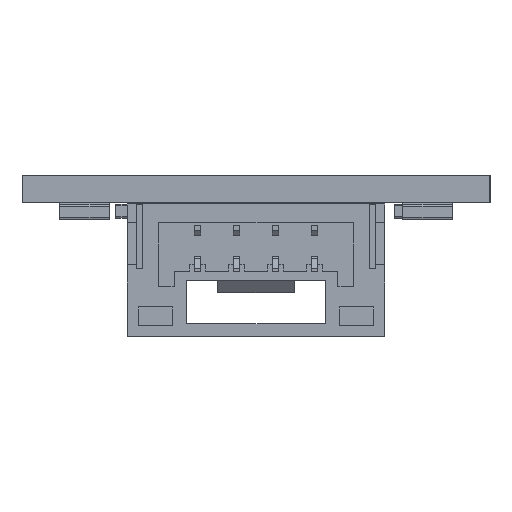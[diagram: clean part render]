
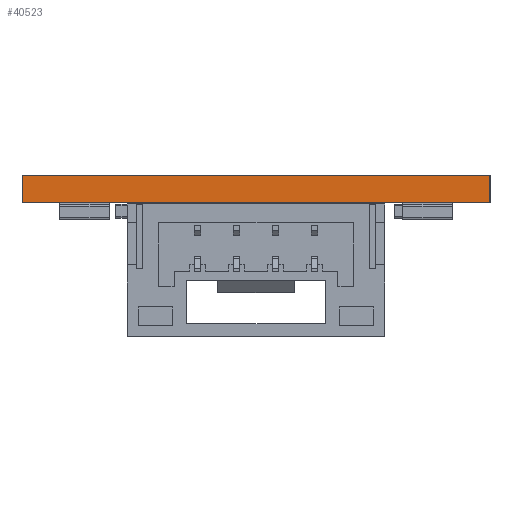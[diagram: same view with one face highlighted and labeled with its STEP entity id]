
A CAD part, left-side view. The second image highlights one B-rep face of the part: STEP entity #40523.
In plain terms, the highlighted planar face has unit normal (-1, 0, 0).
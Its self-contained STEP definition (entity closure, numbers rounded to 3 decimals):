
#36548 = PLANE('',#36549);
#36549 = AXIS2_PLACEMENT_3D('',#36550,#36551,#36552);
#36550 = CARTESIAN_POINT('',(15.,7.5,0.));
#36551 = DIRECTION('',(-0.,-0.,-1.));
#36552 = DIRECTION('',(-1.,0.,0.));
#36604 = PLANE('',#36605);
#36605 = AXIS2_PLACEMENT_3D('',#36606,#36607,#36608);
#36606 = CARTESIAN_POINT('',(15.,7.5,0.87));
#36607 = DIRECTION('',(-0.,-0.,-1.));
#36608 = DIRECTION('',(-1.,0.,0.));
#36820 = VERTEX_POINT('',#36821);
#36821 = CARTESIAN_POINT('',(0.,-0.,0.));
#36835 = PLANE('',#36836);
#36836 = AXIS2_PLACEMENT_3D('',#36837,#36838,#36839);
#36837 = CARTESIAN_POINT('',(30.,0.,0.));
#36838 = DIRECTION('',(0.,-1.,0.));
#36839 = DIRECTION('',(-1.,0.,0.));
#36847 = EDGE_CURVE('',#36820,#36848,#36850,.T.);
#36848 = VERTEX_POINT('',#36849);
#36849 = CARTESIAN_POINT('',(0.,15.,0.));
#36850 = SURFACE_CURVE('',#36851,(#36855,#36862),.PCURVE_S1.);
#36851 = LINE('',#36852,#36853);
#36852 = CARTESIAN_POINT('',(0.,-0.,0.));
#36853 = VECTOR('',#36854,1.);
#36854 = DIRECTION('',(0.,1.,0.));
#36855 = PCURVE('',#36548,#36856);
#36856 = DEFINITIONAL_REPRESENTATION('',(#36857),#36861);
#36857 = LINE('',#36858,#36859);
#36858 = CARTESIAN_POINT('',(15.,-7.5));
#36859 = VECTOR('',#36860,1.);
#36860 = DIRECTION('',(0.,1.));
#36861 = ( GEOMETRIC_REPRESENTATION_CONTEXT(2) 
PARAMETRIC_REPRESENTATION_CONTEXT() REPRESENTATION_CONTEXT('2D SPACE',''
  ) );
#36862 = PCURVE('',#36863,#36868);
#36863 = PLANE('',#36864);
#36864 = AXIS2_PLACEMENT_3D('',#36865,#36866,#36867);
#36865 = CARTESIAN_POINT('',(0.,0.,0.));
#36866 = DIRECTION('',(-1.,0.,0.));
#36867 = DIRECTION('',(0.,1.,0.));
#36868 = DEFINITIONAL_REPRESENTATION('',(#36869),#36873);
#36869 = LINE('',#36870,#36871);
#36870 = CARTESIAN_POINT('',(0.,0.));
#36871 = VECTOR('',#36872,1.);
#36872 = DIRECTION('',(1.,0.));
#36873 = ( GEOMETRIC_REPRESENTATION_CONTEXT(2) 
PARAMETRIC_REPRESENTATION_CONTEXT() REPRESENTATION_CONTEXT('2D SPACE',''
  ) );
#36891 = PLANE('',#36892);
#36892 = AXIS2_PLACEMENT_3D('',#36893,#36894,#36895);
#36893 = CARTESIAN_POINT('',(0.,15.,0.));
#36894 = DIRECTION('',(0.,1.,0.));
#36895 = DIRECTION('',(1.,0.,0.));
#38811 = VERTEX_POINT('',#38812);
#38812 = CARTESIAN_POINT('',(0.,0.,0.87));
#38833 = EDGE_CURVE('',#38811,#38834,#38836,.T.);
#38834 = VERTEX_POINT('',#38835);
#38835 = CARTESIAN_POINT('',(0.,15.,0.87));
#38836 = SURFACE_CURVE('',#38837,(#38841,#38848),.PCURVE_S1.);
#38837 = LINE('',#38838,#38839);
#38838 = CARTESIAN_POINT('',(0.,0.,0.87));
#38839 = VECTOR('',#38840,1.);
#38840 = DIRECTION('',(0.,1.,0.));
#38841 = PCURVE('',#36604,#38842);
#38842 = DEFINITIONAL_REPRESENTATION('',(#38843),#38847);
#38843 = LINE('',#38844,#38845);
#38844 = CARTESIAN_POINT('',(15.,-7.5));
#38845 = VECTOR('',#38846,1.);
#38846 = DIRECTION('',(0.,1.));
#38847 = ( GEOMETRIC_REPRESENTATION_CONTEXT(2) 
PARAMETRIC_REPRESENTATION_CONTEXT() REPRESENTATION_CONTEXT('2D SPACE',''
  ) );
#38848 = PCURVE('',#36863,#38849);
#38849 = DEFINITIONAL_REPRESENTATION('',(#38850),#38854);
#38850 = LINE('',#38851,#38852);
#38851 = CARTESIAN_POINT('',(0.,-0.87));
#38852 = VECTOR('',#38853,1.);
#38853 = DIRECTION('',(1.,0.));
#38854 = ( GEOMETRIC_REPRESENTATION_CONTEXT(2) 
PARAMETRIC_REPRESENTATION_CONTEXT() REPRESENTATION_CONTEXT('2D SPACE',''
  ) );
#40501 = EDGE_CURVE('',#36848,#38834,#40502,.T.);
#40502 = SURFACE_CURVE('',#40503,(#40507,#40514),.PCURVE_S1.);
#40503 = LINE('',#40504,#40505);
#40504 = CARTESIAN_POINT('',(0.,15.,0.));
#40505 = VECTOR('',#40506,1.);
#40506 = DIRECTION('',(0.,0.,1.));
#40507 = PCURVE('',#36891,#40508);
#40508 = DEFINITIONAL_REPRESENTATION('',(#40509),#40513);
#40509 = LINE('',#40510,#40511);
#40510 = CARTESIAN_POINT('',(0.,0.));
#40511 = VECTOR('',#40512,1.);
#40512 = DIRECTION('',(0.,-1.));
#40513 = ( GEOMETRIC_REPRESENTATION_CONTEXT(2) 
PARAMETRIC_REPRESENTATION_CONTEXT() REPRESENTATION_CONTEXT('2D SPACE',''
  ) );
#40514 = PCURVE('',#36863,#40515);
#40515 = DEFINITIONAL_REPRESENTATION('',(#40516),#40520);
#40516 = LINE('',#40517,#40518);
#40517 = CARTESIAN_POINT('',(15.,0.));
#40518 = VECTOR('',#40519,1.);
#40519 = DIRECTION('',(0.,-1.));
#40520 = ( GEOMETRIC_REPRESENTATION_CONTEXT(2) 
PARAMETRIC_REPRESENTATION_CONTEXT() REPRESENTATION_CONTEXT('2D SPACE',''
  ) );
#40523 = ADVANCED_FACE('',(#40524),#36863,.T.);
#40524 = FACE_BOUND('',#40525,.T.);
#40525 = EDGE_LOOP('',(#40526,#40547,#40548,#40549));
#40526 = ORIENTED_EDGE('',*,*,#40527,.T.);
#40527 = EDGE_CURVE('',#36820,#38811,#40528,.T.);
#40528 = SURFACE_CURVE('',#40529,(#40533,#40540),.PCURVE_S1.);
#40529 = LINE('',#40530,#40531);
#40530 = CARTESIAN_POINT('',(0.,-0.,0.));
#40531 = VECTOR('',#40532,1.);
#40532 = DIRECTION('',(0.,0.,1.));
#40533 = PCURVE('',#36863,#40534);
#40534 = DEFINITIONAL_REPRESENTATION('',(#40535),#40539);
#40535 = LINE('',#40536,#40537);
#40536 = CARTESIAN_POINT('',(0.,0.));
#40537 = VECTOR('',#40538,1.);
#40538 = DIRECTION('',(0.,-1.));
#40539 = ( GEOMETRIC_REPRESENTATION_CONTEXT(2) 
PARAMETRIC_REPRESENTATION_CONTEXT() REPRESENTATION_CONTEXT('2D SPACE',''
  ) );
#40540 = PCURVE('',#36835,#40541);
#40541 = DEFINITIONAL_REPRESENTATION('',(#40542),#40546);
#40542 = LINE('',#40543,#40544);
#40543 = CARTESIAN_POINT('',(30.,0.));
#40544 = VECTOR('',#40545,1.);
#40545 = DIRECTION('',(0.,-1.));
#40546 = ( GEOMETRIC_REPRESENTATION_CONTEXT(2) 
PARAMETRIC_REPRESENTATION_CONTEXT() REPRESENTATION_CONTEXT('2D SPACE',''
  ) );
#40547 = ORIENTED_EDGE('',*,*,#38833,.T.);
#40548 = ORIENTED_EDGE('',*,*,#40501,.F.);
#40549 = ORIENTED_EDGE('',*,*,#36847,.F.);
